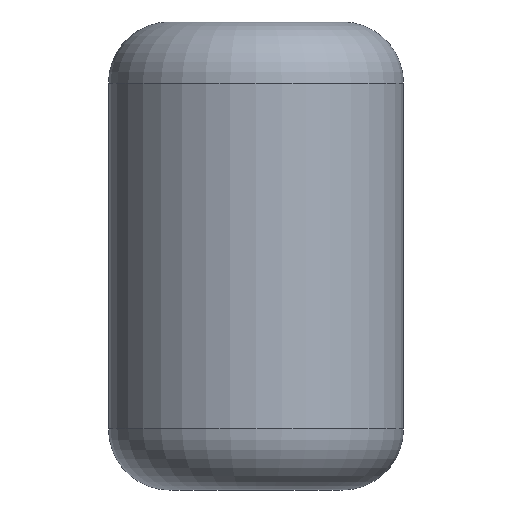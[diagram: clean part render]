
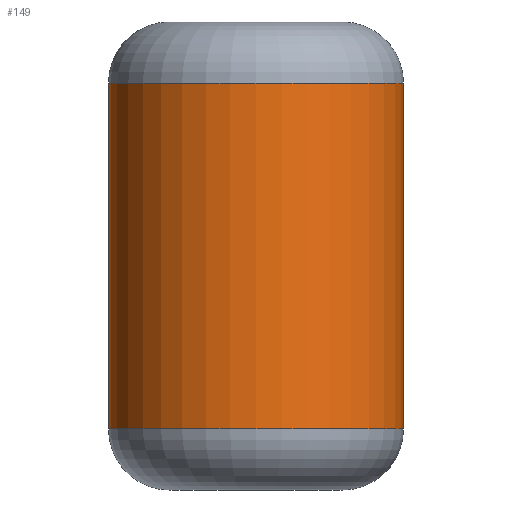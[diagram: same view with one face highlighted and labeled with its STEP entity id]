
A CAD part, front view. The second image highlights one B-rep face of the part: STEP entity #149.
In plain terms, the highlighted cylindrical face has radius 7.25 mm (diameter 14.5 mm), a partial arc.
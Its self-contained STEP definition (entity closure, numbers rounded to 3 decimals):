
#2 = DIRECTION ( 'NONE',  ( 0., 0., -1. ) ) ;
#11 = AXIS2_PLACEMENT_3D ( 'NONE', #107, #36, #229 ) ;
#15 = AXIS2_PLACEMENT_3D ( 'NONE', #43, #39, #164 ) ;
#29 = VECTOR ( 'NONE', #112, 1000. ) ;
#33 = VERTEX_POINT ( 'NONE', #108 ) ;
#36 = DIRECTION ( 'NONE',  ( 0., 0., -1. ) ) ;
#39 = DIRECTION ( 'NONE',  ( 0., 0., 1. ) ) ;
#40 = LINE ( 'NONE', #81, #185 ) ;
#42 = EDGE_CURVE ( 'NONE', #33, #83, #124, .T. ) ;
#43 = CARTESIAN_POINT ( 'NONE',  ( 0., 0., 3. ) ) ;
#50 = AXIS2_PLACEMENT_3D ( 'NONE', #132, #2, #129 ) ;
#65 = ORIENTED_EDGE ( 'NONE', *, *, #210, .T. ) ;
#78 = CARTESIAN_POINT ( 'NONE',  ( -7.25, 0., 20. ) ) ;
#79 = CYLINDRICAL_SURFACE ( 'NONE', #50, 7.25 ) ;
#81 = CARTESIAN_POINT ( 'NONE',  ( 7.25, 0., 23. ) ) ;
#83 = VERTEX_POINT ( 'NONE', #78 ) ;
#85 = EDGE_LOOP ( 'NONE', ( #103, #204, #65, #86 ) ) ;
#86 = ORIENTED_EDGE ( 'NONE', *, *, #138, .T. ) ;
#92 = VERTEX_POINT ( 'NONE', #179 ) ;
#103 = ORIENTED_EDGE ( 'NONE', *, *, #187, .F. ) ;
#107 = CARTESIAN_POINT ( 'NONE',  ( 0., 0., 20. ) ) ;
#108 = CARTESIAN_POINT ( 'NONE',  ( 7.25, 0., 20. ) ) ;
#112 = DIRECTION ( 'NONE',  ( 0., 0., -1. ) ) ;
#115 = DIRECTION ( 'NONE',  ( 0., 0., -1. ) ) ;
#119 = CIRCLE ( 'NONE', #15, 7.25 ) ;
#123 = VERTEX_POINT ( 'NONE', #150 ) ;
#124 = CIRCLE ( 'NONE', #11, 7.25 ) ;
#129 = DIRECTION ( 'NONE',  ( -1., 0., 0. ) ) ;
#132 = CARTESIAN_POINT ( 'NONE',  ( 0., 0., 23. ) ) ;
#138 = EDGE_CURVE ( 'NONE', #123, #92, #119, .T. ) ;
#149 = ADVANCED_FACE ( 'NONE', ( #168 ), #79, .T. ) ;
#150 = CARTESIAN_POINT ( 'NONE',  ( -7.25, 0., 3. ) ) ;
#153 = LINE ( 'NONE', #216, #29 ) ;
#164 = DIRECTION ( 'NONE',  ( 1., 0., 0. ) ) ;
#168 = FACE_OUTER_BOUND ( 'NONE', #85, .T. ) ;
#179 = CARTESIAN_POINT ( 'NONE',  ( 7.25, 0., 3. ) ) ;
#185 = VECTOR ( 'NONE', #115, 1000. ) ;
#187 = EDGE_CURVE ( 'NONE', #33, #92, #40, .T. ) ;
#204 = ORIENTED_EDGE ( 'NONE', *, *, #42, .T. ) ;
#210 = EDGE_CURVE ( 'NONE', #83, #123, #153, .T. ) ;
#216 = CARTESIAN_POINT ( 'NONE',  ( -7.25, 0., 23. ) ) ;
#229 = DIRECTION ( 'NONE',  ( 1., 0., 0. ) ) ;
